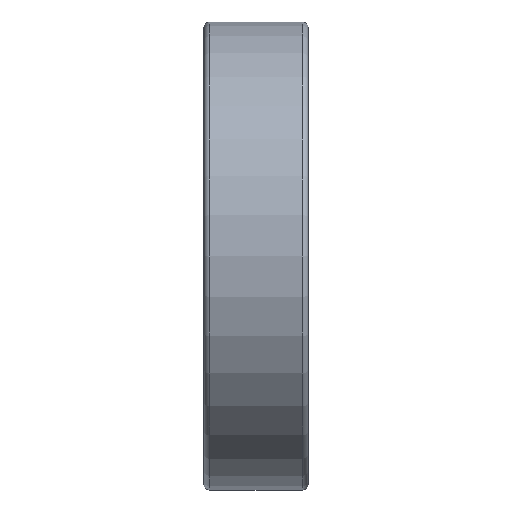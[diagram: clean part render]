
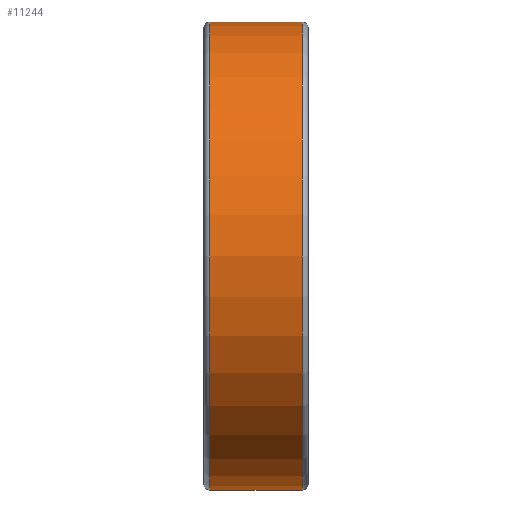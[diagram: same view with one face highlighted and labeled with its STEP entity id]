
A CAD part, front view. The second image highlights one B-rep face of the part: STEP entity #11244.
In plain terms, the highlighted cylindrical face has radius 42.5 mm (diameter 85 mm), a partial arc.
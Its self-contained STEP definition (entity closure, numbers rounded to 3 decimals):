
#762 = DIRECTION ( 'NONE',  ( 0., 0., -1. ) ) ;
#867 = DIRECTION ( 'NONE',  ( 1., 0., 0. ) ) ;
#2076 = AXIS2_PLACEMENT_3D ( 'NONE', #12402, #4068, #8452 ) ;
#2324 = CARTESIAN_POINT ( 'NONE',  ( -8.4, 0., 42.5 ) ) ;
#2872 = CARTESIAN_POINT ( 'NONE',  ( -20.637, 0., -42.5 ) ) ;
#3216 = CYLINDRICAL_SURFACE ( 'NONE', #6292, 42.5 ) ;
#3346 = CARTESIAN_POINT ( 'NONE',  ( -20.637, 0., 42.5 ) ) ;
#3555 = VECTOR ( 'NONE', #12849, 1000. ) ;
#3719 = CARTESIAN_POINT ( 'NONE',  ( 8.4, 0., 42.5 ) ) ;
#4068 = DIRECTION ( 'NONE',  ( 1., 0., 0. ) ) ;
#4116 = VERTEX_POINT ( 'NONE', #3719 ) ;
#5104 = DIRECTION ( 'NONE',  ( 0., 0., -1. ) ) ;
#5486 = EDGE_CURVE ( 'NONE', #7254, #10115, #8078, .T. ) ;
#6067 = DIRECTION ( 'NONE',  ( 1., 0., 0. ) ) ;
#6153 = CARTESIAN_POINT ( 'NONE',  ( -20.637, 0., 0. ) ) ;
#6292 = AXIS2_PLACEMENT_3D ( 'NONE', #6153, #867, #5104 ) ;
#6365 = CARTESIAN_POINT ( 'NONE',  ( -8.4, 0., -42.5 ) ) ;
#6948 = CIRCLE ( 'NONE', #8258, 42.5 ) ;
#7254 = VERTEX_POINT ( 'NONE', #2324 ) ;
#7450 = VERTEX_POINT ( 'NONE', #9258 ) ;
#8078 = CIRCLE ( 'NONE', #2076, 42.5 ) ;
#8258 = AXIS2_PLACEMENT_3D ( 'NONE', #13396, #9032, #762 ) ;
#8307 = VECTOR ( 'NONE', #6067, 1000. ) ;
#8452 = DIRECTION ( 'NONE',  ( 0., 0., -1. ) ) ;
#9032 = DIRECTION ( 'NONE',  ( 1., 0., 0. ) ) ;
#9106 = ORIENTED_EDGE ( 'NONE', *, *, #9212, .F. ) ;
#9212 = EDGE_CURVE ( 'NONE', #7254, #4116, #10499, .T. ) ;
#9258 = CARTESIAN_POINT ( 'NONE',  ( 8.4, 0., -42.5 ) ) ;
#9725 = EDGE_CURVE ( 'NONE', #4116, #7450, #6948, .T. ) ;
#10115 = VERTEX_POINT ( 'NONE', #6365 ) ;
#10499 = LINE ( 'NONE', #3346, #3555 ) ;
#10812 = ORIENTED_EDGE ( 'NONE', *, *, #5486, .T. ) ;
#11244 = ADVANCED_FACE ( 'NONE', ( #12723 ), #3216, .T. ) ;
#11415 = ORIENTED_EDGE ( 'NONE', *, *, #9725, .F. ) ;
#11787 = EDGE_LOOP ( 'NONE', ( #9106, #10812, #12048, #11415 ) ) ;
#12048 = ORIENTED_EDGE ( 'NONE', *, *, #12112, .T. ) ;
#12112 = EDGE_CURVE ( 'NONE', #10115, #7450, #12377, .T. ) ;
#12377 = LINE ( 'NONE', #2872, #8307 ) ;
#12402 = CARTESIAN_POINT ( 'NONE',  ( -8.4, 0., 0. ) ) ;
#12723 = FACE_OUTER_BOUND ( 'NONE', #11787, .T. ) ;
#12849 = DIRECTION ( 'NONE',  ( 1., 0., 0. ) ) ;
#13396 = CARTESIAN_POINT ( 'NONE',  ( 8.4, 0., 0. ) ) ;
